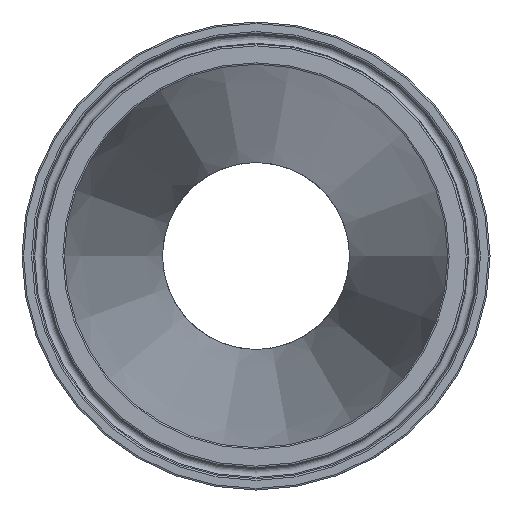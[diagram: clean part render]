
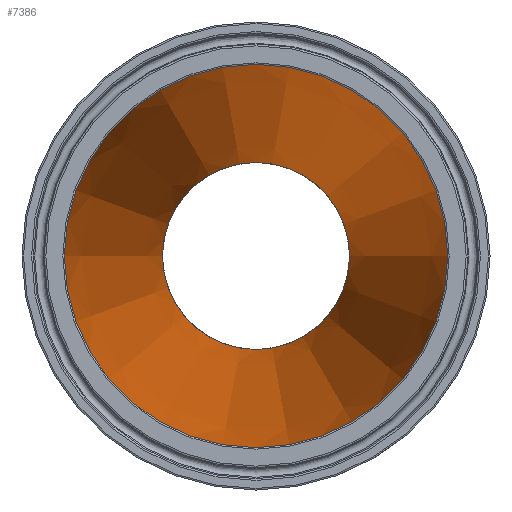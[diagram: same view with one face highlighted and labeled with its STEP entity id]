
A CAD part, left-side view. The second image highlights one B-rep face of the part: STEP entity #7386.
In plain terms, the highlighted conical face has half-angle 6.998 degrees and reference radius 36.22 mm.
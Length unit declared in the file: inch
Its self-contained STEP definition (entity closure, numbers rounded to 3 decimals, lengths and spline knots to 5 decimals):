
#166=FACE_BOUND('',#1415,.T.);
#922=FACE_OUTER_BOUND('',#1414,.T.);
#1414=EDGE_LOOP('',(#6858));
#1415=EDGE_LOOP('',(#6859));
#2943=CIRCLE('',#7880,0.935);
#2944=CIRCLE('',#7882,1.917);
#3667=VERTEX_POINT('',#15524);
#3668=VERTEX_POINT('',#15527);
#4733=EDGE_CURVE('',#3667,#3667,#2943,.T.);
#4734=EDGE_CURVE('',#3668,#3668,#2944,.T.);
#6858=ORIENTED_EDGE('',*,*,#4734,.F.);
#6859=ORIENTED_EDGE('',*,*,#4733,.T.);
#6909=CONICAL_SURFACE('',#7881,1.426,6.998);
#7386=ADVANCED_FACE('',(#922,#166),#6909,.F.);
#7880=AXIS2_PLACEMENT_3D('',#15525,#9367,#9368);
#7881=AXIS2_PLACEMENT_3D('',#15526,#9369,#9370);
#7882=AXIS2_PLACEMENT_3D('',#15528,#9371,#9372);
#9367=DIRECTION('center_axis',(1.,0.,0.));
#9368=DIRECTION('ref_axis',(0.,-1.,0.));
#9369=DIRECTION('center_axis',(-1.,0.,0.));
#9370=DIRECTION('ref_axis',(0.,-1.,0.));
#9371=DIRECTION('center_axis',(1.,0.,0.));
#9372=DIRECTION('ref_axis',(0.,-1.,0.));
#15524=CARTESIAN_POINT('',(8.625,-0.935,0.));
#15525=CARTESIAN_POINT('Origin',(8.625,0.,0.));
#15526=CARTESIAN_POINT('Origin',(4.625,0.,0.));
#15527=CARTESIAN_POINT('',(0.625,-1.917,0.));
#15528=CARTESIAN_POINT('Origin',(0.625,0.,
0.));
